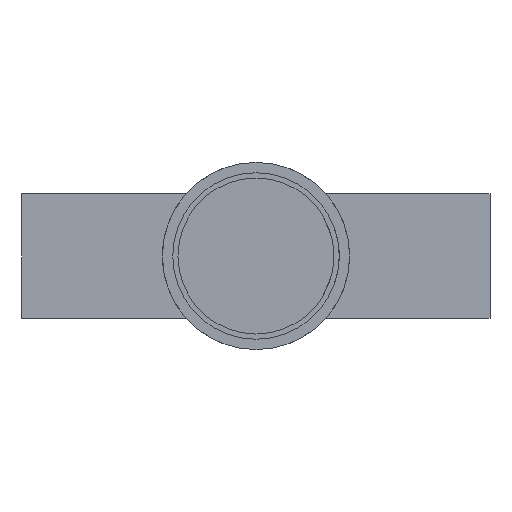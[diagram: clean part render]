
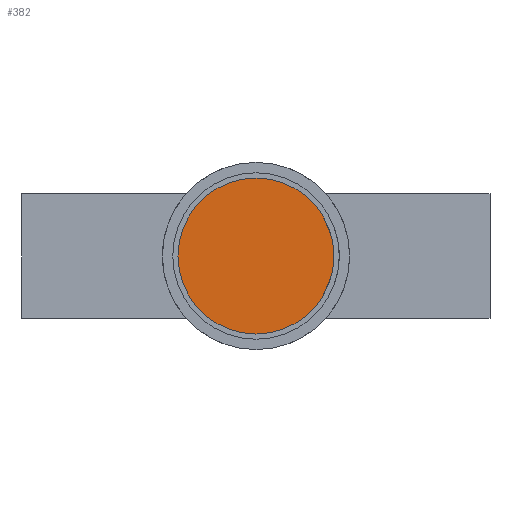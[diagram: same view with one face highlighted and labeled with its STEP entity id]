
A CAD part, front view. The second image highlights one B-rep face of the part: STEP entity #382.
In plain terms, the highlighted planar face has unit normal (0, -1, 0).
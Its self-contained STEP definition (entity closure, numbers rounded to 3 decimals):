
#55=PLANE('',#461);
#78=FACE_OUTER_BOUND('',#109,.T.);
#109=EDGE_LOOP('',(#351));
#174=CIRCLE('',#454,37.5);
#206=VERTEX_POINT('',#780);
#252=EDGE_CURVE('',#206,#206,#174,.T.);
#351=ORIENTED_EDGE('',*,*,#252,.F.);
#382=ADVANCED_FACE('',(#78),#55,.F.);
#454=AXIS2_PLACEMENT_3D('',#782,#561,#562);
#461=AXIS2_PLACEMENT_3D('',#791,#576,#577);
#561=DIRECTION('center_axis',(0.,1.,0.));
#562=DIRECTION('ref_axis',(-1.,0.,0.));
#576=DIRECTION('center_axis',(0.,1.,0.));
#577=DIRECTION('ref_axis',(-1.,0.,0.));
#780=CARTESIAN_POINT('',(0.,-150.,-37.5));
#782=CARTESIAN_POINT('Origin',(0.,-150.,0.));
#791=CARTESIAN_POINT('Origin',(0.,-150.,0.));
